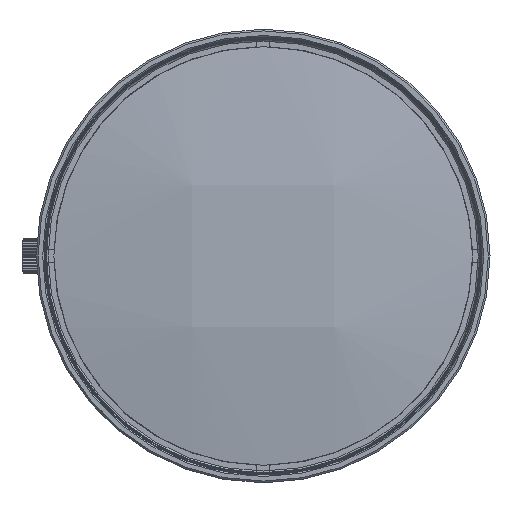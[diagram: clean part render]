
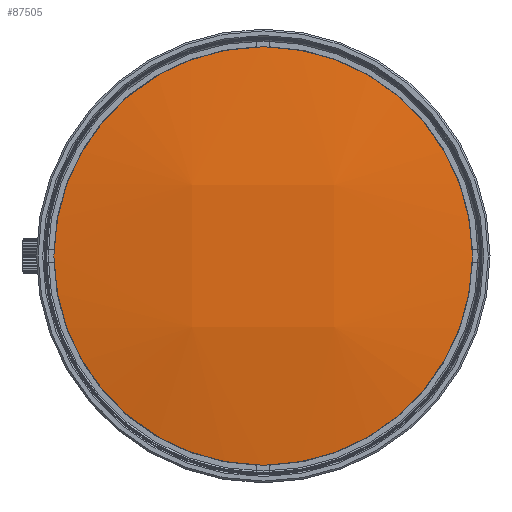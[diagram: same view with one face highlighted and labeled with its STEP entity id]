
A CAD part, left-side view. The second image highlights one B-rep face of the part: STEP entity #87505.
In plain terms, the highlighted free-form (B-spline) face has degree [3, 3] with [4, 4] control points.
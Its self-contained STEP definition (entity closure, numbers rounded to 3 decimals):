
#35751 = CARTESIAN_POINT ( 'NONE',  ( -23.667, 37.39, 37.069 ) ) ;
#57068 = EDGE_LOOP ( 'NONE', ( #155576 ) ) ;
#58080 = CIRCLE ( 'NONE', #125729, 36.95 ) ;
#59683 = CARTESIAN_POINT ( 'NONE',  ( -23.695, 37.39, -36.917 ) ) ;
#68579 =( BOUNDED_SURFACE ( )  B_SPLINE_SURFACE ( 3, 3, ( 
 ( #59683, #73804, #153373, #35751 ),
 ( #113580, #89659, #126854, #168383 ),
 ( #129463, #167502, #155976, #143556 ),
 ( #74675, #127737, #125984, #114447 ) ),
 .UNSPECIFIED., .F., .F., .T. ) 
 B_SPLINE_SURFACE_WITH_KNOTS ( ( 4, 4 ),
 ( 4, 4 ),
 ( 0., 1. ),
 ( 0., 1. ),
 .UNSPECIFIED. ) 
 GEOMETRIC_REPRESENTATION_ITEM ( )  RATIONAL_B_SPLINE_SURFACE ( (
 ( 1., 0.989, 0.989, 1.),
 ( 0.989, 0.979, 0.979, 0.989),
 ( 0.989, 0.979, 0.979, 0.989),
 ( 1., 0.989, 0.989, 1.) ) ) 
 REPRESENTATION_ITEM ( '' )  SURFACE ( )  );
#70019 = CARTESIAN_POINT ( 'NONE',  ( -27.092, 36.95, 0. ) ) ;
#73804 = CARTESIAN_POINT ( 'NONE',  ( -28.14, 37.39, -12.387 ) ) ;
#74675 = CARTESIAN_POINT ( 'NONE',  ( -23.655, -37.613, -36.91 ) ) ;
#78041 = DIRECTION ( 'NONE',  ( -1., 0., 0. ) ) ;
#87505 = ADVANCED_FACE ( 'NONE', ( #156843 ), #68579, .T. ) ;
#89659 = CARTESIAN_POINT ( 'NONE',  ( -32.656, 12.522, -12.656 ) ) ;
#104538 = DIRECTION ( 'NONE',  ( 0., 1., 0. ) ) ;
#113580 = CARTESIAN_POINT ( 'NONE',  ( -28.114, 12.522, -37.718 ) ) ;
#114447 = CARTESIAN_POINT ( 'NONE',  ( -23.628, -37.613, 37.062 ) ) ;
#125729 = AXIS2_PLACEMENT_3D ( 'NONE', #130223, #78041, #104538 ) ;
#125984 = CARTESIAN_POINT ( 'NONE',  ( -28.09, -37.613, 12.54 ) ) ;
#126854 = CARTESIAN_POINT ( 'NONE',  ( -32.647, 12.522, 12.814 ) ) ;
#127737 = CARTESIAN_POINT ( 'NONE',  ( -28.1, -37.613, -12.385 ) ) ;
#129463 = CARTESIAN_POINT ( 'NONE',  ( -28.101, -12.749, -37.715 ) ) ;
#130223 = CARTESIAN_POINT ( 'NONE',  ( -27.092, 0., 0. ) ) ;
#137177 = VERTEX_POINT ( 'NONE', #70019 ) ;
#137976 = EDGE_CURVE ( 'NONE', #137177, #137177, #58080, .T. ) ;
#143556 = CARTESIAN_POINT ( 'NONE',  ( -28.073, -12.749, 37.871 ) ) ;
#153373 = CARTESIAN_POINT ( 'NONE',  ( -28.131, 37.39, 12.542 ) ) ;
#155576 = ORIENTED_EDGE ( 'NONE', *, *, #137976, .T. ) ;
#155976 = CARTESIAN_POINT ( 'NONE',  ( -32.633, -12.749, 12.814 ) ) ;
#156843 = FACE_OUTER_BOUND ( 'NONE', #57068, .T. ) ;
#167502 = CARTESIAN_POINT ( 'NONE',  ( -32.642, -12.749, -12.655 ) ) ;
#168383 = CARTESIAN_POINT ( 'NONE',  ( -28.086, 12.522, 37.873 ) ) ;
